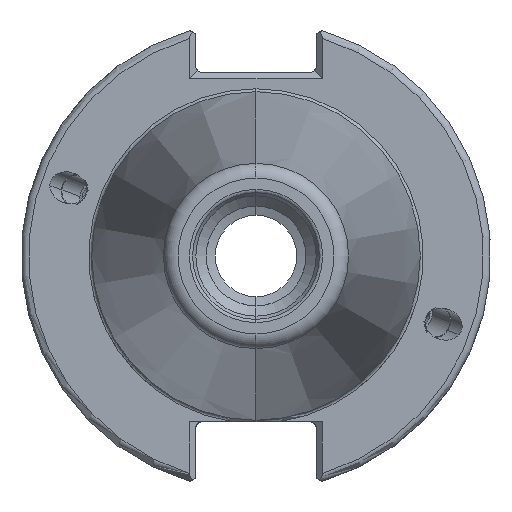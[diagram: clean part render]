
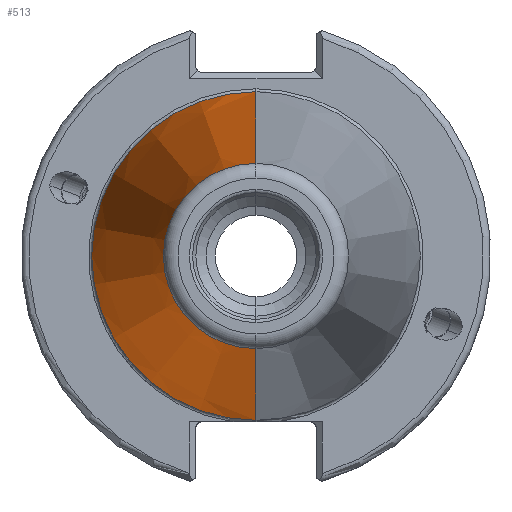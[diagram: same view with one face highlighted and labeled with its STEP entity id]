
A CAD part, left-side view. The second image highlights one B-rep face of the part: STEP entity #513.
In plain terms, the highlighted conical face has half-angle 8.297 degrees and reference radius 22.225 mm.
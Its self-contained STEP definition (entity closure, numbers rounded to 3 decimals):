
#513 = ADVANCED_FACE ( 'NONE', ( #2187 ), #2144, .T. ) ;
#619 = EDGE_CURVE ( 'NONE', #6055, #4854, #1906, .T. ) ;
#770 = VERTEX_POINT ( 'NONE', #1851 ) ;
#818 = EDGE_CURVE ( 'NONE', #5478, #4854, #1401, .T. ) ;
#830 = DIRECTION ( 'NONE',  ( 0.99, 0., -0.144 ) ) ;
#846 = CARTESIAN_POINT ( 'NONE',  ( -80., 0., -22.225 ) ) ;
#1170 = DIRECTION ( 'NONE',  ( -1., 0., 0. ) ) ;
#1401 = LINE ( 'NONE', #846, #1427 ) ;
#1427 = VECTOR ( 'NONE', #830, 1000. ) ;
#1847 = AXIS2_PLACEMENT_3D ( 'NONE', #3301, #3285, #3282 ) ;
#1851 = CARTESIAN_POINT ( 'NONE',  ( -146.539, 0., 12.522 ) ) ;
#1906 = CIRCLE ( 'NONE', #1847, 22.225 ) ;
#2144 = CONICAL_SURFACE ( 'NONE', #4644, 22.225, 0.145 ) ;
#2187 = FACE_OUTER_BOUND ( 'NONE', #2880, .T. ) ;
#2676 = CARTESIAN_POINT ( 'NONE',  ( -146.539, 0., 0. ) ) ;
#2745 = CARTESIAN_POINT ( 'NONE',  ( -80., 0., 22.225 ) ) ;
#2880 = EDGE_LOOP ( 'NONE', ( #5845, #5850, #5858, #5862 ) ) ;
#3173 = AXIS2_PLACEMENT_3D ( 'NONE', #2676, #1170, #6114 ) ;
#3282 = DIRECTION ( 'NONE',  ( 0., 0., 1. ) ) ;
#3285 = DIRECTION ( 'NONE',  ( -1., 0., 0. ) ) ;
#3301 = CARTESIAN_POINT ( 'NONE',  ( -80., 0., 0. ) ) ;
#4224 = DIRECTION ( 'NONE',  ( 0.99, 0., 0.144 ) ) ;
#4288 = CARTESIAN_POINT ( 'NONE',  ( -80., 0., 22.225 ) ) ;
#4376 = VECTOR ( 'NONE', #4224, 1000. ) ;
#4405 = LINE ( 'NONE', #4288, #4376 ) ;
#4451 = CIRCLE ( 'NONE', #3173, 12.522 ) ;
#4644 = AXIS2_PLACEMENT_3D ( 'NONE', #4648, #4655, #4697 ) ;
#4648 = CARTESIAN_POINT ( 'NONE',  ( -80., 0., 0. ) ) ;
#4655 = DIRECTION ( 'NONE',  ( 1., 0., 0. ) ) ;
#4697 = DIRECTION ( 'NONE',  ( 0., 0., -1. ) ) ;
#4854 = VERTEX_POINT ( 'NONE', #4935 ) ;
#4895 = CARTESIAN_POINT ( 'NONE',  ( -146.539, 0., -12.522 ) ) ;
#4935 = CARTESIAN_POINT ( 'NONE',  ( -80., 0., -22.225 ) ) ;
#5478 = VERTEX_POINT ( 'NONE', #4895 ) ;
#5845 = ORIENTED_EDGE ( 'NONE', *, *, #6233, .F. ) ;
#5850 = ORIENTED_EDGE ( 'NONE', *, *, #6426, .T. ) ;
#5858 = ORIENTED_EDGE ( 'NONE', *, *, #619, .T. ) ;
#5862 = ORIENTED_EDGE ( 'NONE', *, *, #818, .F. ) ;
#6055 = VERTEX_POINT ( 'NONE', #2745 ) ;
#6114 = DIRECTION ( 'NONE',  ( 0., 0., 1. ) ) ;
#6233 = EDGE_CURVE ( 'NONE', #770, #5478, #4451, .T. ) ;
#6426 = EDGE_CURVE ( 'NONE', #770, #6055, #4405, .T. ) ;
